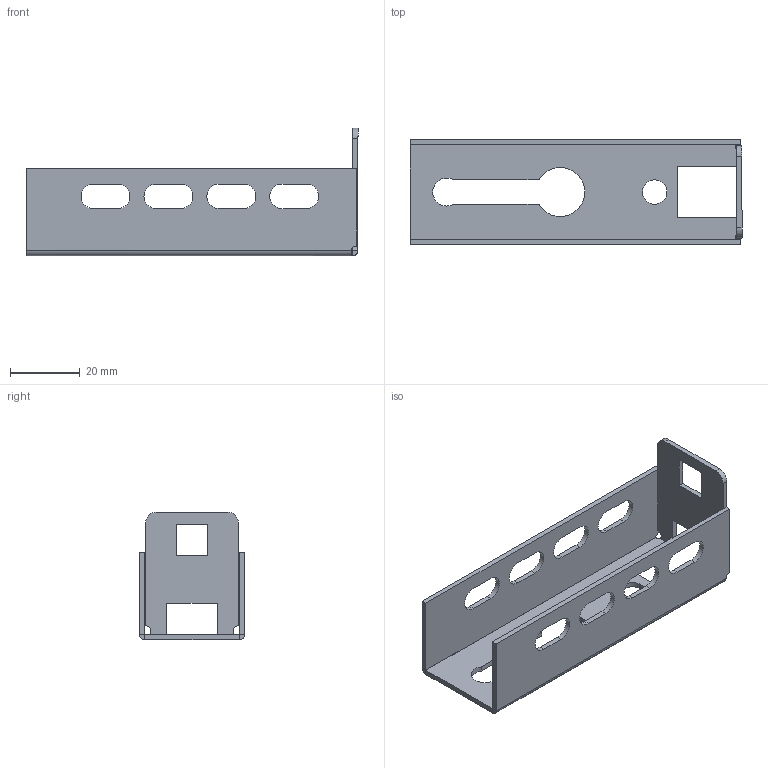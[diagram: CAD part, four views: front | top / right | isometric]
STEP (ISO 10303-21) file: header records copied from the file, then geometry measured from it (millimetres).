
FILE_DESCRIPTION (( 'STEP AP203' ), '1' );
FILE_NAME ('QB09C344.step', '2011-02-18T06:52:54', ( 'User' ), ( 'DKC' ), 'SwSTEP 2.0', 'SolidWorks 2010', '' );
FILE_SCHEMA (( 'CONFIG_CONTROL_DESIGN' ));
Length unit declared in the file: millimetre
Products named in the file (1): QB09C344
Bounding box: 95 x 30 x 36.5 mm (x, y, z)
Volume: 9827.9 mm3; surface area: 14527.6 mm2
Topology: 1 solids, 1 shells, 91 faces, 241 edges, 150 vertices
Faces by surface type: plane 50, cylinder 37, bspline 4
Entity records: 3078 total; most frequent: CARTESIAN_POINT 695, ORIENTED_EDGE 482, DIRECTION 467, EDGE_CURVE 241, LINE 159, VECTOR 159, AXIS2_PLACEMENT_3D 154, VERTEX_POINT 150
